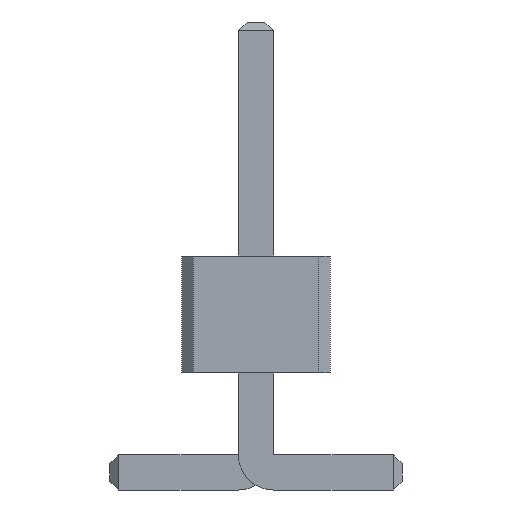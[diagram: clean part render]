
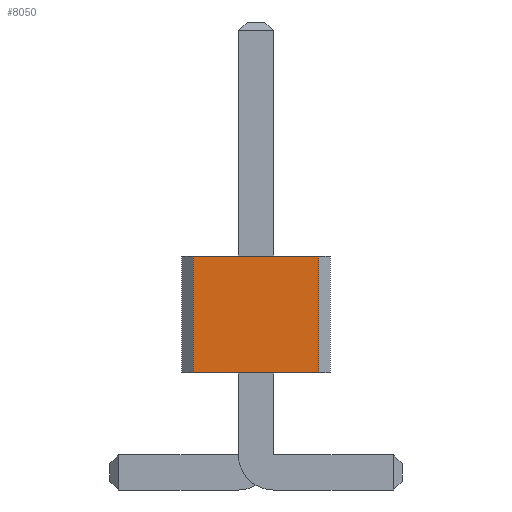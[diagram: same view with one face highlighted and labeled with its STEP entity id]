
A CAD part, front view. The second image highlights one B-rep face of the part: STEP entity #8050.
In plain terms, the highlighted planar face has unit normal (0, -1, 0).
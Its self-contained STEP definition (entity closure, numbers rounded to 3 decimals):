
#838 = VERTEX_POINT('',#839);
#839 = CARTESIAN_POINT('',(0.535,-15.,1.));
#845 = EDGE_CURVE('',#846,#838,#848,.T.);
#846 = VERTEX_POINT('',#847);
#847 = CARTESIAN_POINT('',(-0.535,-15.,1.));
#848 = LINE('',#849,#850);
#849 = CARTESIAN_POINT('',(-0.535,-15.,1.));
#850 = VECTOR('',#851,1.);
#851 = DIRECTION('',(1.,0.,0.));
#3299 = VERTEX_POINT('',#3300);
#3300 = CARTESIAN_POINT('',(0.535,-15.,2.));
#3306 = EDGE_CURVE('',#3307,#3299,#3309,.T.);
#3307 = VERTEX_POINT('',#3308);
#3308 = CARTESIAN_POINT('',(-0.535,-15.,2.));
#3309 = LINE('',#3310,#3311);
#3310 = CARTESIAN_POINT('',(-0.535,-15.,2.));
#3311 = VECTOR('',#3312,1.);
#3312 = DIRECTION('',(1.,0.,0.));
#8022 = EDGE_CURVE('',#846,#3307,#8023,.T.);
#8023 = LINE('',#8024,#8025);
#8024 = CARTESIAN_POINT('',(-0.535,-15.,1.));
#8025 = VECTOR('',#8026,1.);
#8026 = DIRECTION('',(0.,0.,1.));
#8050 = ADVANCED_FACE('',(#8051),#8062,.F.);
#8051 = FACE_BOUND('',#8052,.F.);
#8052 = EDGE_LOOP('',(#8053,#8054,#8055,#8061));
#8053 = ORIENTED_EDGE('',*,*,#8022,.T.);
#8054 = ORIENTED_EDGE('',*,*,#3306,.T.);
#8055 = ORIENTED_EDGE('',*,*,#8056,.F.);
#8056 = EDGE_CURVE('',#838,#3299,#8057,.T.);
#8057 = LINE('',#8058,#8059);
#8058 = CARTESIAN_POINT('',(0.535,-15.,1.));
#8059 = VECTOR('',#8060,1.);
#8060 = DIRECTION('',(0.,0.,1.));
#8061 = ORIENTED_EDGE('',*,*,#845,.F.);
#8062 = PLANE('',#8063);
#8063 = AXIS2_PLACEMENT_3D('',#8064,#8065,#8066);
#8064 = CARTESIAN_POINT('',(-0.535,-15.,1.));
#8065 = DIRECTION('',(0.,1.,0.));
#8066 = DIRECTION('',(1.,0.,0.));
